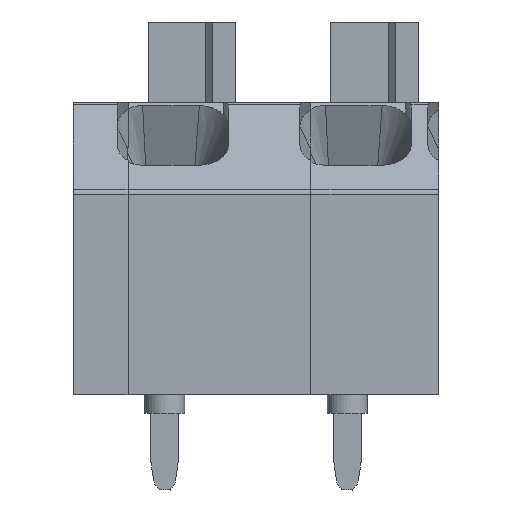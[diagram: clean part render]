
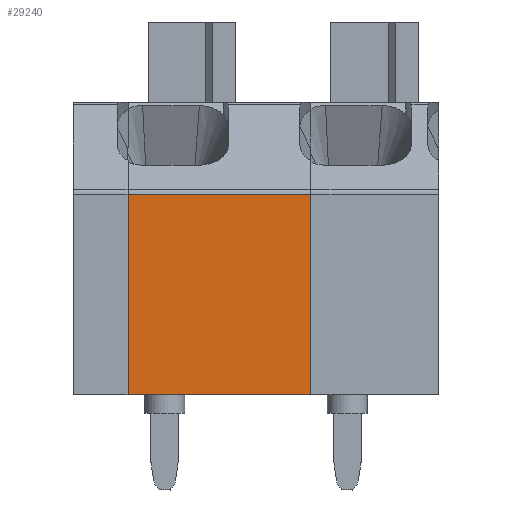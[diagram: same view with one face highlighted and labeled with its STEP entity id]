
A CAD part, front view. The second image highlights one B-rep face of the part: STEP entity #29240.
In plain terms, the highlighted face is planar.
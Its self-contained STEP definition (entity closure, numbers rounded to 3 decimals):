
#27710=CARTESIAN_POINT('',(-2.2,0.,9.9));
#27720=VERTEX_POINT('',#27710);
#27770=CARTESIAN_POINT('',(-2.2,0.,6.4));
#27780=DIRECTION('',(0.,0.,1.));
#27790=VECTOR('',#27780,1.);
#27800=LINE('',#27770,#27790);
#27810=CARTESIAN_POINT('',(-2.2,0.,4.9));
#27820=VERTEX_POINT('',#27810);
#27830=EDGE_CURVE('',#27820,#27720,#27800,.T.);
#28940=CARTESIAN_POINT('',(-2.2,8.,6.4));
#28950=DIRECTION('',(1.,0.,0.));
#28960=DIRECTION('',(0.,0.,-1.));
#28970=AXIS2_PLACEMENT_3D('',#28940,#28950,#28960);
#28980=PLANE('',#28970);
#28990=CARTESIAN_POINT('',(-2.2,5.478,6.4));
#29000=DIRECTION('',(0.,0.,-1.));
#29010=VECTOR('',#29000,1.);
#29020=LINE('',#28990,#29010);
#29030=CARTESIAN_POINT('',(-2.2,5.478,9.9));
#29040=VERTEX_POINT('',#29030);
#29050=CARTESIAN_POINT('',(-2.2,5.478,4.9));
#29060=VERTEX_POINT('',#29050);
#29070=EDGE_CURVE('',#29040,#29060,#29020,.T.);
#29080=ORIENTED_EDGE('',*,*,#29070,.F.);
#29090=CARTESIAN_POINT('',(-2.2,0.262,4.9));
#29100=DIRECTION('',(0.,1.,0.));
#29110=VECTOR('',#29100,1.);
#29120=LINE('',#29090,#29110);
#29130=EDGE_CURVE('',#27820,#29060,#29120,.T.);
#29140=ORIENTED_EDGE('',*,*,#29130,.T.);
#29150=ORIENTED_EDGE('',*,*,#27830,.F.);
#29160=CARTESIAN_POINT('',(-2.2,0.262,9.9));
#29170=DIRECTION('',(0.,-1.,0.));
#29180=VECTOR('',#29170,1.);
#29190=LINE('',#29160,#29180);
#29200=EDGE_CURVE('',#29040,#27720,#29190,.T.);
#29210=ORIENTED_EDGE('',*,*,#29200,.T.);
#29220=EDGE_LOOP('',(#29210,#29150,#29140,#29080));
#29230=FACE_OUTER_BOUND('',#29220,.T.);
#29240=ADVANCED_FACE('',(#29230),#28980,.T.);
